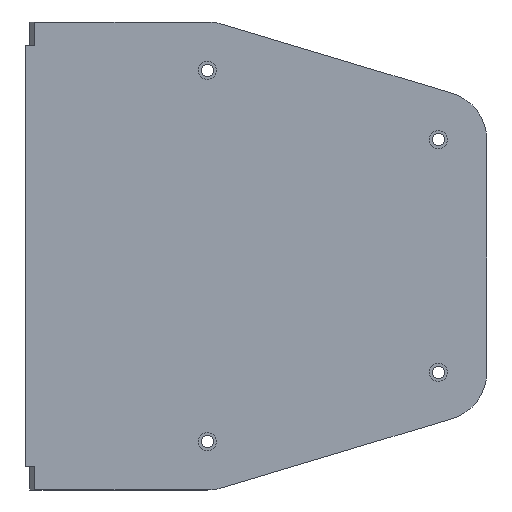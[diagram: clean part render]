
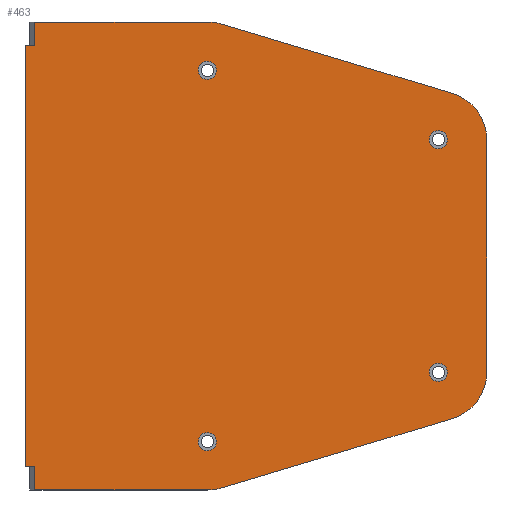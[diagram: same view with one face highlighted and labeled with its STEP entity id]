
A CAD part, top view. The second image highlights one B-rep face of the part: STEP entity #463.
In plain terms, the highlighted planar face has unit normal (0, 0, 1).
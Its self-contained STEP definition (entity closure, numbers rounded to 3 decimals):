
#27=FACE_BOUND('',#94,.T.);
#28=FACE_BOUND('',#95,.T.);
#29=FACE_BOUND('',#96,.T.);
#30=FACE_BOUND('',#97,.T.);
#39=CIRCLE('',#506,16.55);
#40=CIRCLE('',#507,16.55);
#41=CIRCLE('',#508,16.55);
#42=CIRCLE('',#509,16.55);
#43=CIRCLE('',#510,3.1);
#44=CIRCLE('',#511,3.1);
#45=CIRCLE('',#512,3.1);
#46=CIRCLE('',#513,3.1);
#65=FACE_OUTER_BOUND('',#93,.T.);
#93=EDGE_LOOP('',(#325,#326,#327,#328,#329,#330,#331,#332,#333,#334,#335,
#336,#337,#338));
#94=EDGE_LOOP('',(#339));
#95=EDGE_LOOP('',(#340));
#96=EDGE_LOOP('',(#341));
#97=EDGE_LOOP('',(#342));
#132=LINE('',#707,#172);
#138=LINE('',#719,#178);
#139=LINE('',#722,#179);
#140=LINE('',#726,#180);
#141=LINE('',#730,#181);
#142=LINE('',#734,#182);
#143=LINE('',#737,#183);
#144=LINE('',#739,#184);
#145=LINE('',#741,#185);
#146=LINE('',#742,#186);
#172=VECTOR('',#560,10.);
#178=VECTOR('',#568,10.);
#179=VECTOR('',#571,10.);
#180=VECTOR('',#574,1000.);
#181=VECTOR('',#577,1000.);
#182=VECTOR('',#580,1000.);
#183=VECTOR('',#583,1000.);
#184=VECTOR('',#584,10.);
#185=VECTOR('',#585,10.);
#186=VECTOR('',#586,10.);
#212=VERTEX_POINT('',#704);
#213=VERTEX_POINT('',#706);
#215=VERTEX_POINT('',#712);
#218=VERTEX_POINT('',#717);
#219=VERTEX_POINT('',#721);
#220=VERTEX_POINT('',#723);
#221=VERTEX_POINT('',#725);
#222=VERTEX_POINT('',#727);
#223=VERTEX_POINT('',#729);
#224=VERTEX_POINT('',#731);
#225=VERTEX_POINT('',#733);
#226=VERTEX_POINT('',#735);
#227=VERTEX_POINT('',#738);
#228=VERTEX_POINT('',#740);
#229=VERTEX_POINT('',#743);
#230=VERTEX_POINT('',#745);
#231=VERTEX_POINT('',#747);
#232=VERTEX_POINT('',#749);
#254=EDGE_CURVE('',#212,#213,#132,.T.);
#260=EDGE_CURVE('',#218,#215,#138,.T.);
#261=EDGE_CURVE('',#212,#219,#139,.T.);
#262=EDGE_CURVE('',#219,#220,#39,.T.);
#263=EDGE_CURVE('',#220,#221,#140,.T.);
#264=EDGE_CURVE('',#221,#222,#40,.T.);
#265=EDGE_CURVE('',#222,#223,#141,.T.);
#266=EDGE_CURVE('',#223,#224,#41,.T.);
#267=EDGE_CURVE('',#224,#225,#142,.T.);
#268=EDGE_CURVE('',#225,#226,#42,.T.);
#269=EDGE_CURVE('',#226,#215,#143,.T.);
#270=EDGE_CURVE('',#218,#227,#144,.T.);
#271=EDGE_CURVE('',#228,#227,#145,.T.);
#272=EDGE_CURVE('',#213,#228,#146,.T.);
#273=EDGE_CURVE('',#229,#229,#43,.T.);
#274=EDGE_CURVE('',#230,#230,#44,.T.);
#275=EDGE_CURVE('',#231,#231,#45,.T.);
#276=EDGE_CURVE('',#232,#232,#46,.T.);
#325=ORIENTED_EDGE('',*,*,#254,.F.);
#326=ORIENTED_EDGE('',*,*,#261,.T.);
#327=ORIENTED_EDGE('',*,*,#262,.T.);
#328=ORIENTED_EDGE('',*,*,#263,.T.);
#329=ORIENTED_EDGE('',*,*,#264,.T.);
#330=ORIENTED_EDGE('',*,*,#265,.T.);
#331=ORIENTED_EDGE('',*,*,#266,.T.);
#332=ORIENTED_EDGE('',*,*,#267,.T.);
#333=ORIENTED_EDGE('',*,*,#268,.T.);
#334=ORIENTED_EDGE('',*,*,#269,.T.);
#335=ORIENTED_EDGE('',*,*,#260,.F.);
#336=ORIENTED_EDGE('',*,*,#270,.T.);
#337=ORIENTED_EDGE('',*,*,#271,.F.);
#338=ORIENTED_EDGE('',*,*,#272,.F.);
#339=ORIENTED_EDGE('',*,*,#273,.T.);
#340=ORIENTED_EDGE('',*,*,#274,.T.);
#341=ORIENTED_EDGE('',*,*,#275,.T.);
#342=ORIENTED_EDGE('',*,*,#276,.T.);
#447=PLANE('',#505);
#463=ADVANCED_FACE('',(#65,#27,#28,#29,#30),#447,.T.);
#505=AXIS2_PLACEMENT_3D('',#720,#569,#570);
#506=AXIS2_PLACEMENT_3D('',#724,#572,#573);
#507=AXIS2_PLACEMENT_3D('',#728,#575,#576);
#508=AXIS2_PLACEMENT_3D('',#732,#578,#579);
#509=AXIS2_PLACEMENT_3D('',#736,#581,#582);
#510=AXIS2_PLACEMENT_3D('',#744,#587,#588);
#511=AXIS2_PLACEMENT_3D('',#746,#589,#590);
#512=AXIS2_PLACEMENT_3D('',#748,#591,#592);
#513=AXIS2_PLACEMENT_3D('',#750,#593,#594);
#560=DIRECTION('',(0.,1.,0.));
#568=DIRECTION('',(0.,1.,0.));
#569=DIRECTION('center_axis',(0.,0.,1.));
#570=DIRECTION('ref_axis',(0.,-1.,0.));
#571=DIRECTION('',(1.,0.,0.));
#572=DIRECTION('center_axis',(0.,0.,1.));
#573=DIRECTION('ref_axis',(0.,-1.,0.));
#574=DIRECTION('',(0.958,0.287,0.));
#575=DIRECTION('center_axis',(0.,0.,1.));
#576=DIRECTION('ref_axis',(0.,-1.,0.));
#577=DIRECTION('',(0.,1.,0.));
#578=DIRECTION('center_axis',(0.,0.,1.));
#579=DIRECTION('ref_axis',(0.,-1.,0.));
#580=DIRECTION('',(-0.958,0.287,0.));
#581=DIRECTION('center_axis',(0.,0.,1.));
#582=DIRECTION('ref_axis',(0.,-1.,0.));
#583=DIRECTION('',(-1.,0.,0.));
#584=DIRECTION('',(-1.,0.,0.));
#585=DIRECTION('',(0.,1.,0.));
#586=DIRECTION('',(-1.,0.,0.));
#587=DIRECTION('center_axis',(0.,0.,-1.));
#588=DIRECTION('ref_axis',(-1.,0.,0.));
#589=DIRECTION('center_axis',(0.,0.,-1.));
#590=DIRECTION('ref_axis',(-1.,0.,0.));
#591=DIRECTION('center_axis',(0.,0.,-1.));
#592=DIRECTION('ref_axis',(-1.,0.,0.));
#593=DIRECTION('center_axis',(0.,0.,-1.));
#594=DIRECTION('ref_axis',(-1.,0.,0.));
#704=CARTESIAN_POINT('',(1.6,-15.,32.55));
#706=CARTESIAN_POINT('',(1.6,-7.,32.55));
#707=CARTESIAN_POINT('',(1.6,65.05,32.55));
#712=CARTESIAN_POINT('',(1.6,145.1,32.55));
#717=CARTESIAN_POINT('',(1.6,137.1,32.55));
#719=CARTESIAN_POINT('',(1.6,65.05,32.55));
#720=CARTESIAN_POINT('Origin',(0.,65.05,32.55));
#721=CARTESIAN_POINT('',(60.704,-15.,32.55));
#722=CARTESIAN_POINT('',(19.,-15.,32.55));
#723=CARTESIAN_POINT('',(65.46,-14.302,32.55));
#724=CARTESIAN_POINT('Origin',(60.704,1.55,32.55));
#725=CARTESIAN_POINT('',(144.456,9.397,32.55));
#726=CARTESIAN_POINT('',(27.245,-25.766,32.55));
#727=CARTESIAN_POINT('',(156.25,25.249,32.55));
#728=CARTESIAN_POINT('Origin',(139.7,25.249,32.55));
#729=CARTESIAN_POINT('',(156.25,104.851,32.55));
#730=CARTESIAN_POINT('',(156.25,65.05,32.55));
#731=CARTESIAN_POINT('',(144.456,120.703,32.55));
#732=CARTESIAN_POINT('Origin',(139.7,104.851,32.55));
#733=CARTESIAN_POINT('',(65.46,144.402,32.55));
#734=CARTESIAN_POINT('',(27.245,155.866,32.55));
#735=CARTESIAN_POINT('',(60.704,145.1,32.55));
#736=CARTESIAN_POINT('Origin',(60.704,128.55,32.55));
#737=CARTESIAN_POINT('',(0.,145.1,32.55));
#738=CARTESIAN_POINT('',(-1.6,137.1,32.55));
#739=CARTESIAN_POINT('',(0.,137.1,32.55));
#740=CARTESIAN_POINT('',(-1.6,-7.,32.55));
#741=CARTESIAN_POINT('',(-1.6,-15.,32.55));
#742=CARTESIAN_POINT('',(0.,-7.,32.55));
#743=CARTESIAN_POINT('',(63.804,1.55,32.55));
#744=CARTESIAN_POINT('Origin',(60.704,1.55,32.55));
#745=CARTESIAN_POINT('',(63.804,128.55,32.55));
#746=CARTESIAN_POINT('Origin',(60.704,128.55,32.55));
#747=CARTESIAN_POINT('',(142.8,25.249,32.55));
#748=CARTESIAN_POINT('Origin',(139.7,25.249,32.55));
#749=CARTESIAN_POINT('',(142.8,104.851,32.55));
#750=CARTESIAN_POINT('Origin',(139.7,104.851,32.55));
